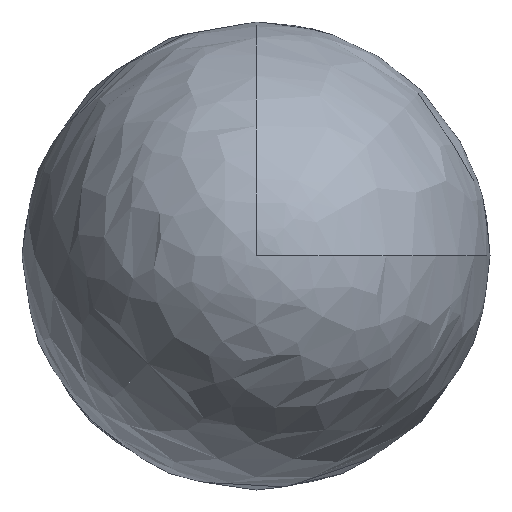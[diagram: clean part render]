
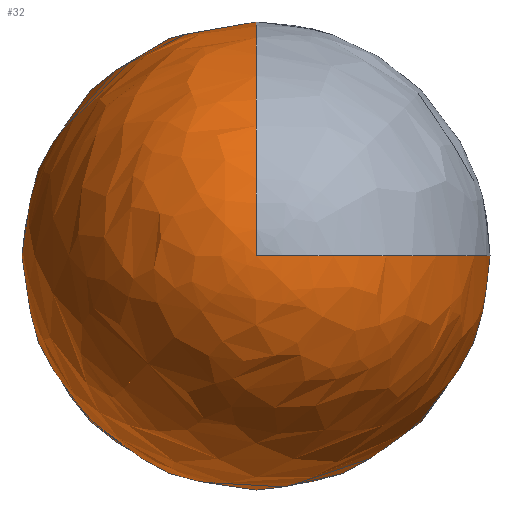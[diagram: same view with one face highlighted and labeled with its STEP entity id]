
A CAD part, front view. The second image highlights one B-rep face of the part: STEP entity #32.
In plain terms, the highlighted free-form (B-spline) face has degree [3, 2] with [4, 9] control points.
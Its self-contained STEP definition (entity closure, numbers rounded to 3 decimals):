
#16=FACE_OUTER_BOUND('',#18,.T.);
#18=EDGE_LOOP('',(#27,#28));
#19=(
BOUNDED_CURVE()
B_SPLINE_CURVE(3,(#88,#89,#90,#91),.UNSPECIFIED.,.F.,.F.)
B_SPLINE_CURVE_WITH_KNOTS((4,4),(-1.,0.),.UNSPECIFIED.)
CURVE()
GEOMETRIC_REPRESENTATION_ITEM()
RATIONAL_B_SPLINE_CURVE((1.,0.333,0.333,1.))
REPRESENTATION_ITEM('')
);
#20=(
BOUNDED_CURVE()
B_SPLINE_CURVE(3,(#92,#93,#94,#95),.UNSPECIFIED.,.F.,.F.)
B_SPLINE_CURVE_WITH_KNOTS((4,4),(-1.,0.),.UNSPECIFIED.)
CURVE()
GEOMETRIC_REPRESENTATION_ITEM()
RATIONAL_B_SPLINE_CURVE((1.,0.333,0.333,1.))
REPRESENTATION_ITEM('')
);
#21=VERTEX_POINT('',#86);
#22=VERTEX_POINT('',#87);
#23=EDGE_CURVE('',#21,#22,#19,.T.);
#24=EDGE_CURVE('',#21,#22,#20,.T.);
#27=ORIENTED_EDGE('',*,*,#23,.T.);
#28=ORIENTED_EDGE('',*,*,#24,.F.);
#30=(
BOUNDED_SURFACE()
B_SPLINE_SURFACE(3,2,((#96,#97,#98,#99,#100,#101,#102,#103,#104),(#105,
#106,#107,#108,#109,#110,#111,#112,#113),(#114,#115,#116,#117,#118,#119,
#120,#121,#122),(#123,#124,#125,#126,#127,#128,#129,#130,#131)),
 .UNSPECIFIED.,.F.,.T.,.F.)
B_SPLINE_SURFACE_WITH_KNOTS((4,4),(3,2,2,2,3),(0.,1.),(0.,1.571,
3.142,4.712,6.283),.UNSPECIFIED.)
GEOMETRIC_REPRESENTATION_ITEM()
RATIONAL_B_SPLINE_SURFACE(((1.,0.707,1.,0.707,1.,
0.707,1.,0.707,1.),(0.333,0.236,
0.333,0.236,0.333,0.236,
0.333,0.236,0.333),(0.333,
0.236,0.333,0.236,0.333,
0.236,0.333,0.236,0.333),
(1.,0.707,1.,0.707,1.,0.707,1.,0.707,
1.)))
REPRESENTATION_ITEM('')
SURFACE()
);
#32=ADVANCED_FACE('',(#16),#30,.T.);
#86=CARTESIAN_POINT('',(0.,-31.,0.));
#87=CARTESIAN_POINT('',(0.,31.,0.));
#88=CARTESIAN_POINT('Ctrl Pts',(0.,-31.,0.));
#89=CARTESIAN_POINT('Ctrl Pts',(0.,-31.,43.));
#90=CARTESIAN_POINT('Ctrl Pts',(0.,31.,43.));
#91=CARTESIAN_POINT('Ctrl Pts',(0.,31.,0.));
#92=CARTESIAN_POINT('Ctrl Pts',(0.,-31.,0.));
#93=CARTESIAN_POINT('Ctrl Pts',(43.,-31.,0.));
#94=CARTESIAN_POINT('Ctrl Pts',(43.,31.,0.));
#95=CARTESIAN_POINT('Ctrl Pts',(0.,31.,0.));
#96=CARTESIAN_POINT('Ctrl Pts',(0.,31.,0.));
#97=CARTESIAN_POINT('Ctrl Pts',(0.,31.,0.));
#98=CARTESIAN_POINT('Ctrl Pts',(0.,31.,0.));
#99=CARTESIAN_POINT('Ctrl Pts',(0.,31.,0.));
#100=CARTESIAN_POINT('Ctrl Pts',(0.,31.,0.));
#101=CARTESIAN_POINT('Ctrl Pts',(0.,31.,0.));
#102=CARTESIAN_POINT('Ctrl Pts',(0.,31.,0.));
#103=CARTESIAN_POINT('Ctrl Pts',(0.,31.,0.));
#104=CARTESIAN_POINT('Ctrl Pts',(0.,31.,0.));
#105=CARTESIAN_POINT('Ctrl Pts',(0.,31.,43.));
#106=CARTESIAN_POINT('Ctrl Pts',(43.,31.,43.));
#107=CARTESIAN_POINT('Ctrl Pts',(43.,31.,0.));
#108=CARTESIAN_POINT('Ctrl Pts',(43.,31.,-43.));
#109=CARTESIAN_POINT('Ctrl Pts',(0.,31.,-43.));
#110=CARTESIAN_POINT('Ctrl Pts',(-43.,31.,-43.));
#111=CARTESIAN_POINT('Ctrl Pts',(-43.,31.,0.));
#112=CARTESIAN_POINT('Ctrl Pts',(-43.,31.,43.));
#113=CARTESIAN_POINT('Ctrl Pts',(0.,31.,43.));
#114=CARTESIAN_POINT('Ctrl Pts',(0.,-31.,43.));
#115=CARTESIAN_POINT('Ctrl Pts',(43.,-31.,43.));
#116=CARTESIAN_POINT('Ctrl Pts',(43.,-31.,0.));
#117=CARTESIAN_POINT('Ctrl Pts',(43.,-31.,-43.));
#118=CARTESIAN_POINT('Ctrl Pts',(0.,-31.,-43.));
#119=CARTESIAN_POINT('Ctrl Pts',(-43.,-31.,-43.));
#120=CARTESIAN_POINT('Ctrl Pts',(-43.,-31.,0.));
#121=CARTESIAN_POINT('Ctrl Pts',(-43.,-31.,43.));
#122=CARTESIAN_POINT('Ctrl Pts',(0.,-31.,43.));
#123=CARTESIAN_POINT('Ctrl Pts',(0.,-31.,0.));
#124=CARTESIAN_POINT('Ctrl Pts',(0.,-31.,0.));
#125=CARTESIAN_POINT('Ctrl Pts',(0.,-31.,0.));
#126=CARTESIAN_POINT('Ctrl Pts',(0.,-31.,0.));
#127=CARTESIAN_POINT('Ctrl Pts',(0.,-31.,0.));
#128=CARTESIAN_POINT('Ctrl Pts',(0.,-31.,0.));
#129=CARTESIAN_POINT('Ctrl Pts',(0.,-31.,0.));
#130=CARTESIAN_POINT('Ctrl Pts',(0.,-31.,0.));
#131=CARTESIAN_POINT('Ctrl Pts',(0.,-31.,0.));
